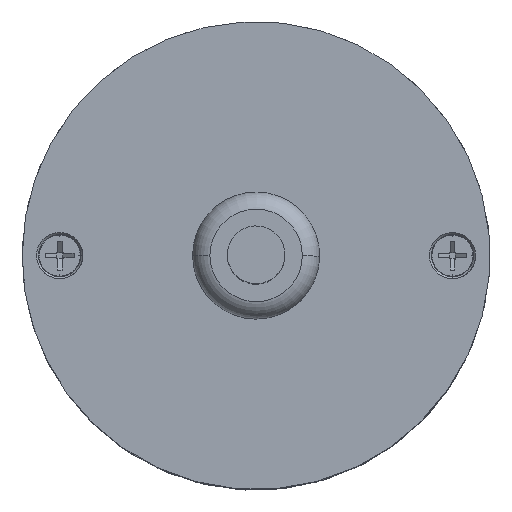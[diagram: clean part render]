
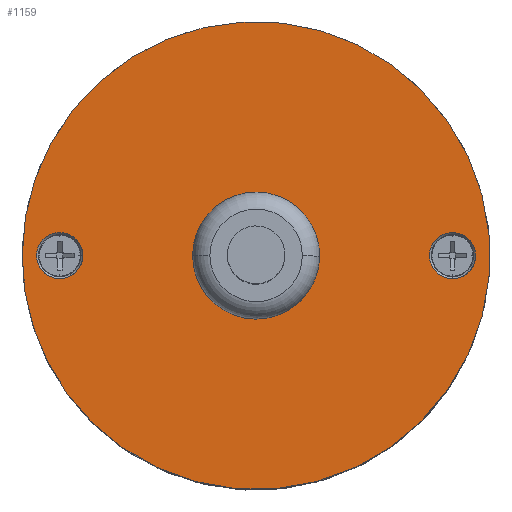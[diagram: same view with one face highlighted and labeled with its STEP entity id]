
A CAD part, top view. The second image highlights one B-rep face of the part: STEP entity #1159.
In plain terms, the highlighted planar face has unit normal (0, 0, 1).
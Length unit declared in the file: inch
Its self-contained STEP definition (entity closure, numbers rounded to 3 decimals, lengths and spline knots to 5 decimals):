
#28 = CARTESIAN_POINT ( 'NONE',  ( 0., 0., 0.88583 ) ) ;
#216 = CARTESIAN_POINT ( 'NONE',  ( 0.61361, -0.05568, 0.88583 ) ) ;
#306 = VERTEX_POINT ( 'NONE', #6866 ) ;
#355 = DIRECTION ( 'NONE',  ( -1., 0., 0. ) ) ;
#411 = DIRECTION ( 'NONE',  ( 0., 0., 1. ) ) ;
#517 = DIRECTION ( 'NONE',  ( 0., 0., 1. ) ) ;
#566 = CARTESIAN_POINT ( 'NONE',  ( 0.66929, 0., 0.88583 ) ) ;
#708 = DIRECTION ( 'NONE',  ( 0., 0., 1. ) ) ;
#816 = CARTESIAN_POINT ( 'NONE',  ( -0.66929, 0., 0.88583 ) ) ;
#824 = EDGE_CURVE ( 'NONE', #1052, #8038, #12684, .T. ) ;
#982 = CIRCLE ( 'NONE', #4096, 0.07874 ) ;
#1051 = EDGE_CURVE ( 'NONE', #1264, #1334, #1353, .T. ) ;
#1052 = VERTEX_POINT ( 'NONE', #4543 ) ;
#1064 = DIRECTION ( 'NONE',  ( 0., 0., 1. ) ) ;
#1159 = ADVANCED_FACE ( 'NONE', ( #6401, #3131, #2309, #2233 ), #8408, .F. ) ;
#1264 = VERTEX_POINT ( 'NONE', #216 ) ;
#1334 = VERTEX_POINT ( 'NONE', #12164 ) ;
#1353 = CIRCLE ( 'NONE', #7353, 0.07874 ) ;
#1378 = CIRCLE ( 'NONE', #11160, 0.79724 ) ;
#2126 = DIRECTION ( 'NONE',  ( 1., 0., 0. ) ) ;
#2139 = EDGE_LOOP ( 'NONE', ( #10154, #11932, #3073 ) ) ;
#2191 = DIRECTION ( 'NONE',  ( -1., 0., 0. ) ) ;
#2233 = FACE_BOUND ( 'NONE', #3927, .T. ) ;
#2245 = EDGE_CURVE ( 'NONE', #6432, #6212, #10697, .T. ) ;
#2289 = CIRCLE ( 'NONE', #10056, 0.07874 ) ;
#2309 = FACE_BOUND ( 'NONE', #2139, .T. ) ;
#2408 = CARTESIAN_POINT ( 'NONE',  ( -0.1044, -0.1044, 0.88583 ) ) ;
#2448 = ORIENTED_EDGE ( 'NONE', *, *, #2245, .F. ) ;
#2595 = ORIENTED_EDGE ( 'NONE', *, *, #13405, .F. ) ;
#2651 = CARTESIAN_POINT ( 'NONE',  ( 0., 0., 0.88583 ) ) ;
#2673 = VERTEX_POINT ( 'NONE', #5281 ) ;
#2698 = EDGE_LOOP ( 'NONE', ( #13357, #4932, #8492 ) ) ;
#2853 = DIRECTION ( 'NONE',  ( -1., 0., 0. ) ) ;
#3073 = ORIENTED_EDGE ( 'NONE', *, *, #7212, .F. ) ;
#3131 = FACE_BOUND ( 'NONE', #7108, .T. ) ;
#3188 = ORIENTED_EDGE ( 'NONE', *, *, #3219, .F. ) ;
#3219 = EDGE_CURVE ( 'NONE', #11586, #6432, #9344, .T. ) ;
#3409 = CARTESIAN_POINT ( 'NONE',  ( 0.1044, 0.1044, 0.88583 ) ) ;
#3587 = ORIENTED_EDGE ( 'NONE', *, *, #9802, .F. ) ;
#3700 = DIRECTION ( 'NONE',  ( 1., 0., 0. ) ) ;
#3880 = CIRCLE ( 'NONE', #13434, 0.07874 ) ;
#3927 = EDGE_LOOP ( 'NONE', ( #2448, #3188, #4137 ) ) ;
#4030 = CARTESIAN_POINT ( 'NONE',  ( 0.72497, 0.05568, 0.88583 ) ) ;
#4096 = AXIS2_PLACEMENT_3D ( 'NONE', #816, #11040, #9343 ) ;
#4137 = ORIENTED_EDGE ( 'NONE', *, *, #11578, .F. ) ;
#4266 = CARTESIAN_POINT ( 'NONE',  ( -0.66929, 0., 0.88583 ) ) ;
#4283 = DIRECTION ( 'NONE',  ( 0., 0., 1. ) ) ;
#4543 = CARTESIAN_POINT ( 'NONE',  ( -0.74803, 0., 0.88583 ) ) ;
#4628 = DIRECTION ( 'NONE',  ( -1., 0., 0. ) ) ;
#4829 = DIRECTION ( 'NONE',  ( 0., 0., 1. ) ) ;
#4932 = ORIENTED_EDGE ( 'NONE', *, *, #9013, .F. ) ;
#5052 = DIRECTION ( 'NONE',  ( -1., 0., 0. ) ) ;
#5112 = ORIENTED_EDGE ( 'NONE', *, *, #1051, .F. ) ;
#5173 = DIRECTION ( 'NONE',  ( -1., 0., 0. ) ) ;
#5281 = CARTESIAN_POINT ( 'NONE',  ( 0.56374, 0.56374, 0.88583 ) ) ;
#5312 = DIRECTION ( 'NONE',  ( -1., 0., 0. ) ) ;
#5566 = AXIS2_PLACEMENT_3D ( 'NONE', #13224, #4829, #3700 ) ;
#5992 = AXIS2_PLACEMENT_3D ( 'NONE', #2651, #708, #9041 ) ;
#6096 = CIRCLE ( 'NONE', #6310, 0.79724 ) ;
#6212 = VERTEX_POINT ( 'NONE', #3409 ) ;
#6261 = AXIS2_PLACEMENT_3D ( 'NONE', #12102, #9943, #355 ) ;
#6310 = AXIS2_PLACEMENT_3D ( 'NONE', #8227, #10385, #5052 ) ;
#6398 = EDGE_CURVE ( 'NONE', #9939, #2673, #9671, .T. ) ;
#6401 = FACE_OUTER_BOUND ( 'NONE', #2698, .T. ) ;
#6432 = VERTEX_POINT ( 'NONE', #2408 ) ;
#6463 = AXIS2_PLACEMENT_3D ( 'NONE', #7498, #13710, #11685 ) ;
#6564 = CARTESIAN_POINT ( 'NONE',  ( -0.79724, 0., 0.88583 ) ) ;
#6628 = CARTESIAN_POINT ( 'NONE',  ( -0.66929, 0., 0.88583 ) ) ;
#6866 = CARTESIAN_POINT ( 'NONE',  ( -0.56374, -0.56374, 0.88583 ) ) ;
#7108 = EDGE_LOOP ( 'NONE', ( #3587, #2595, #5112 ) ) ;
#7151 = DIRECTION ( 'NONE',  ( 0., 0., -1. ) ) ;
#7212 = EDGE_CURVE ( 'NONE', #8046, #1052, #2289, .T. ) ;
#7232 = AXIS2_PLACEMENT_3D ( 'NONE', #13430, #7151, #2853 ) ;
#7353 = AXIS2_PLACEMENT_3D ( 'NONE', #566, #411, #12162 ) ;
#7453 = DIRECTION ( 'NONE',  ( 0., 0., 1. ) ) ;
#7498 = CARTESIAN_POINT ( 'NONE',  ( 0., 0., 0.88583 ) ) ;
#7945 = EDGE_CURVE ( 'NONE', #306, #9939, #6096, .T. ) ;
#8038 = VERTEX_POINT ( 'NONE', #11876 ) ;
#8046 = VERTEX_POINT ( 'NONE', #13052 ) ;
#8227 = CARTESIAN_POINT ( 'NONE',  ( 0., 0., 0.88583 ) ) ;
#8408 = PLANE ( 'NONE',  #6463 ) ;
#8492 = ORIENTED_EDGE ( 'NONE', *, *, #6398, .F. ) ;
#9013 = EDGE_CURVE ( 'NONE', #2673, #306, #1378, .T. ) ;
#9041 = DIRECTION ( 'NONE',  ( -1., 0., 0. ) ) ;
#9049 = DIRECTION ( 'NONE',  ( 0., 0., -1. ) ) ;
#9343 = DIRECTION ( 'NONE',  ( -1., 0., 0. ) ) ;
#9344 = CIRCLE ( 'NONE', #11572, 0.14764 ) ;
#9671 = CIRCLE ( 'NONE', #7232, 0.79724 ) ;
#9802 = EDGE_CURVE ( 'NONE', #12398, #1264, #3880, .T. ) ;
#9939 = VERTEX_POINT ( 'NONE', #6564 ) ;
#9943 = DIRECTION ( 'NONE',  ( 0., 0., 1. ) ) ;
#10056 = AXIS2_PLACEMENT_3D ( 'NONE', #4266, #1064, #5312 ) ;
#10154 = ORIENTED_EDGE ( 'NONE', *, *, #10765, .F. ) ;
#10385 = DIRECTION ( 'NONE',  ( 0., 0., -1. ) ) ;
#10404 = CIRCLE ( 'NONE', #5992, 0.14764 ) ;
#10697 = CIRCLE ( 'NONE', #6261, 0.14764 ) ;
#10765 = EDGE_CURVE ( 'NONE', #8038, #8046, #982, .T. ) ;
#11040 = DIRECTION ( 'NONE',  ( 0., 0., 1. ) ) ;
#11065 = CARTESIAN_POINT ( 'NONE',  ( 0., 0., 0.88583 ) ) ;
#11102 = CIRCLE ( 'NONE', #5566, 0.07874 ) ;
#11160 = AXIS2_PLACEMENT_3D ( 'NONE', #11065, #9049, #5173 ) ;
#11572 = AXIS2_PLACEMENT_3D ( 'NONE', #28, #4283, #2191 ) ;
#11578 = EDGE_CURVE ( 'NONE', #6212, #11586, #10404, .T. ) ;
#11586 = VERTEX_POINT ( 'NONE', #12397 ) ;
#11638 = CARTESIAN_POINT ( 'NONE',  ( 0.66929, 0., 0.88583 ) ) ;
#11685 = DIRECTION ( 'NONE',  ( -1., 0., 0. ) ) ;
#11876 = CARTESIAN_POINT ( 'NONE',  ( -0.72497, -0.05568, 0.88583 ) ) ;
#11932 = ORIENTED_EDGE ( 'NONE', *, *, #824, .F. ) ;
#12006 = AXIS2_PLACEMENT_3D ( 'NONE', #6628, #517, #4628 ) ;
#12102 = CARTESIAN_POINT ( 'NONE',  ( 0., 0., 0.88583 ) ) ;
#12162 = DIRECTION ( 'NONE',  ( 1., 0., 0. ) ) ;
#12164 = CARTESIAN_POINT ( 'NONE',  ( 0.74803, 0., 0.88583 ) ) ;
#12397 = CARTESIAN_POINT ( 'NONE',  ( -0.14764, 0., 0.88583 ) ) ;
#12398 = VERTEX_POINT ( 'NONE', #4030 ) ;
#12684 = CIRCLE ( 'NONE', #12006, 0.07874 ) ;
#13052 = CARTESIAN_POINT ( 'NONE',  ( -0.61361, 0.05568, 0.88583 ) ) ;
#13224 = CARTESIAN_POINT ( 'NONE',  ( 0.66929, 0., 0.88583 ) ) ;
#13357 = ORIENTED_EDGE ( 'NONE', *, *, #7945, .F. ) ;
#13405 = EDGE_CURVE ( 'NONE', #1334, #12398, #11102, .T. ) ;
#13430 = CARTESIAN_POINT ( 'NONE',  ( 0., 0., 0.88583 ) ) ;
#13434 = AXIS2_PLACEMENT_3D ( 'NONE', #11638, #7453, #2126 ) ;
#13710 = DIRECTION ( 'NONE',  ( 0., 0., -1. ) ) ;
